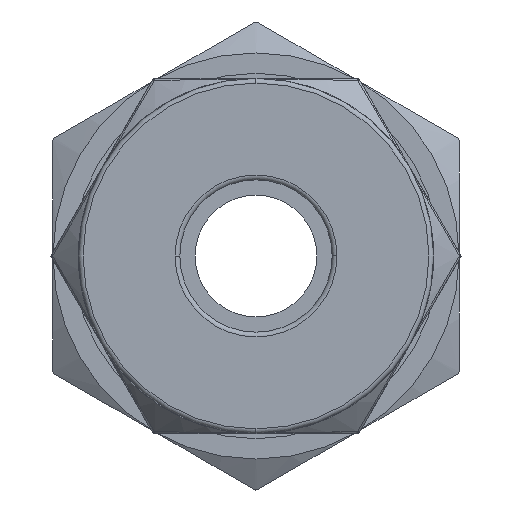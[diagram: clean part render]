
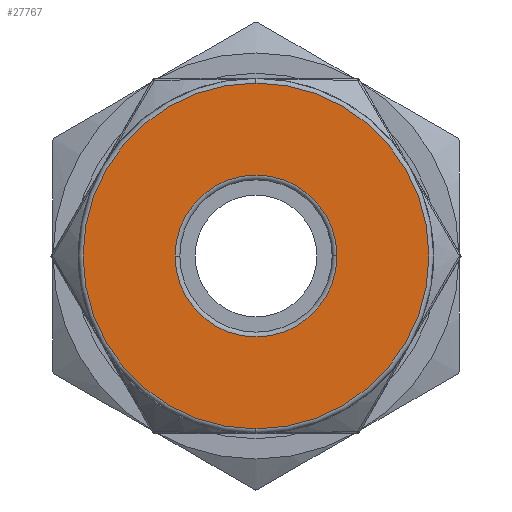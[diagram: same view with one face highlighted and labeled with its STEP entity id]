
A CAD part, left-side view. The second image highlights one B-rep face of the part: STEP entity #27767.
In plain terms, the highlighted face is planar.
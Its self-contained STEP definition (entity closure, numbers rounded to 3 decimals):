
#25564=CARTESIAN_POINT('',(0.,0.,0.));
#25565=DIRECTION('',(-1.,0.,0.));
#25566=DIRECTION('',(0.,1.,0.));
#25567=AXIS2_PLACEMENT_3D('',#25564,#25565,#25566);
#25569=CARTESIAN_POINT('',(0.,0.,0.));
#25570=DIRECTION('',(-1.,0.,0.));
#25571=DIRECTION('',(0.,-1.,0.));
#25572=AXIS2_PLACEMENT_3D('',#25569,#25570,#25571);
#25574=CARTESIAN_POINT('',(0.,0.,0.));
#25575=DIRECTION('',(1.,0.,0.));
#25576=DIRECTION('',(0.,0.,-1.));
#25577=AXIS2_PLACEMENT_3D('',#25574,#25575,#25576);
#25579=CARTESIAN_POINT('',(0.,0.,0.));
#25580=DIRECTION('',(1.,0.,0.));
#25581=DIRECTION('',(0.,0.,1.));
#25582=AXIS2_PLACEMENT_3D('',#25579,#25580,#25581);
#27618=CARTESIAN_POINT('',(0.,3.188,0.));
#27619=CARTESIAN_POINT('',(0.,-3.188,0.));
#27620=VERTEX_POINT('',#27618);
#27621=VERTEX_POINT('',#27619);
#27734=CARTESIAN_POINT('',(0.,0.,-6.813));
#27735=CARTESIAN_POINT('',(0.,0.,6.813));
#27736=VERTEX_POINT('',#27734);
#27737=VERTEX_POINT('',#27735);
#27750=CARTESIAN_POINT('',(0.,0.,0.));
#27751=DIRECTION('',(1.,0.,0.));
#27752=DIRECTION('',(0.,-1.,0.));
#27753=AXIS2_PLACEMENT_3D('',#27750,#27751,#27752);
#27754=PLANE('',#27753);
#27756=ORIENTED_EDGE('',*,*,#27755,.F.);
#27758=ORIENTED_EDGE('',*,*,#27757,.F.);
#27759=EDGE_LOOP('',(#27756,#27758));
#27760=FACE_OUTER_BOUND('',#27759,.F.);
#27762=ORIENTED_EDGE('',*,*,#27761,.F.);
#27764=ORIENTED_EDGE('',*,*,#27763,.F.);
#27765=EDGE_LOOP('',(#27762,#27764));
#27766=FACE_BOUND('',#27765,.F.);
#25568=CIRCLE('',#25567,3.188);
#25573=CIRCLE('',#25572,3.188);
#25578=CIRCLE('',#25577,6.813);
#25583=CIRCLE('',#25582,6.813);
#27755=EDGE_CURVE('',#27736,#27737,#25578,.T.);
#27757=EDGE_CURVE('',#27737,#27736,#25583,.T.);
#27761=EDGE_CURVE('',#27620,#27621,#25568,.T.);
#27763=EDGE_CURVE('',#27621,#27620,#25573,.T.);
#27767=ADVANCED_FACE('',(#27760,#27766),#27754,.T.);
